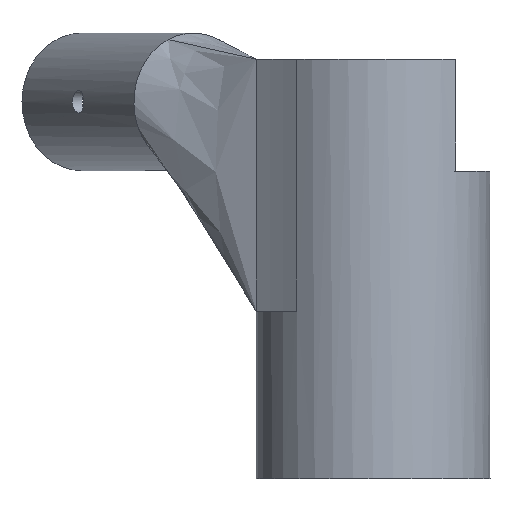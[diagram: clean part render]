
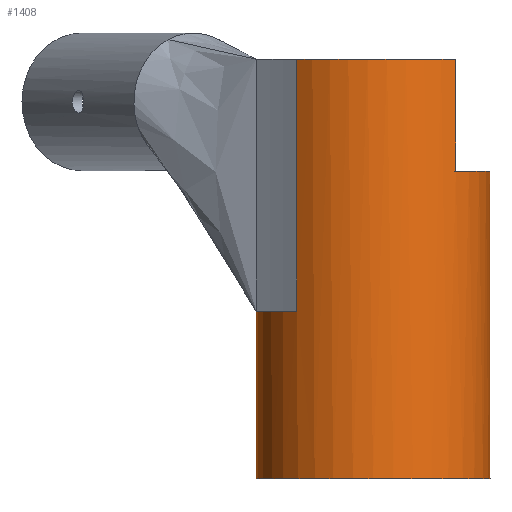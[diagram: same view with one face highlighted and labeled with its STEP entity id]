
A CAD part, left-side view. The second image highlights one B-rep face of the part: STEP entity #1408.
In plain terms, the highlighted cylindrical face has radius 20.9 mm (diameter 41.8 mm), a full revolution.
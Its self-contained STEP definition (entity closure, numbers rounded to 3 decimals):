
#115=CIRCLE('',#1530,20.9);
#137=CIRCLE('',#1562,20.9);
#138=CIRCLE('',#1563,20.9);
#139=CIRCLE('',#1564,20.9);
#140=CIRCLE('',#1566,20.9);
#141=CIRCLE('',#1568,20.9);
#142=CIRCLE('',#1570,20.9);
#238=FACE_OUTER_BOUND('',#326,.T.);
#326=EDGE_LOOP('',(#1240,#1241,#1242,#1243,#1244,#1245,#1246,#1247,#1248,
#1249,#1250,#1251,#1252,#1253,#1254));
#401=LINE('',#2657,#491);
#407=LINE('',#2669,#497);
#410=LINE('',#2688,#500);
#411=LINE('',#2694,#501);
#413=LINE('',#2702,#503);
#416=LINE('',#2709,#506);
#428=LINE('',#2892,#518);
#491=VECTOR('',#1811,10.);
#497=VECTOR('',#1819,10.);
#500=VECTOR('',#1842,130.);
#501=VECTOR('',#1847,130.);
#503=VECTOR('',#1855,130.);
#506=VECTOR('',#1862,130.);
#518=VECTOR('',#1924,20.9);
#643=VERTEX_POINT('',#2654);
#644=VERTEX_POINT('',#2656);
#646=VERTEX_POINT('',#2662);
#649=VERTEX_POINT('',#2667);
#653=VERTEX_POINT('',#2682);
#655=VERTEX_POINT('',#2686);
#656=VERTEX_POINT('',#2690);
#658=VERTEX_POINT('',#2693);
#661=VERTEX_POINT('',#2700);
#662=VERTEX_POINT('',#2705);
#676=VERTEX_POINT('',#2878);
#677=VERTEX_POINT('',#2882);
#678=VERTEX_POINT('',#2891);
#818=EDGE_CURVE('',#643,#644,#401,.T.);
#824=EDGE_CURVE('',#649,#646,#407,.T.);
#826=EDGE_CURVE('',#644,#649,#115,.T.);
#834=EDGE_CURVE('',#653,#655,#410,.T.);
#836=EDGE_CURVE('',#658,#656,#411,.T.);
#840=EDGE_CURVE('',#656,#661,#413,.T.);
#844=EDGE_CURVE('',#662,#658,#416,.T.);
#868=EDGE_CURVE('',#677,#646,#137,.T.);
#869=EDGE_CURVE('',#661,#677,#138,.T.);
#870=EDGE_CURVE('',#643,#653,#139,.T.);
#871=EDGE_CURVE('',#662,#676,#140,.T.);
#872=EDGE_CURVE('',#676,#655,#141,.T.);
#873=EDGE_CURVE('',#677,#678,#428,.T.);
#874=EDGE_CURVE('',#678,#678,#142,.T.);
#1240=ORIENTED_EDGE('',*,*,#824,.F.);
#1241=ORIENTED_EDGE('',*,*,#826,.F.);
#1242=ORIENTED_EDGE('',*,*,#818,.F.);
#1243=ORIENTED_EDGE('',*,*,#870,.T.);
#1244=ORIENTED_EDGE('',*,*,#834,.T.);
#1245=ORIENTED_EDGE('',*,*,#872,.F.);
#1246=ORIENTED_EDGE('',*,*,#871,.F.);
#1247=ORIENTED_EDGE('',*,*,#844,.T.);
#1248=ORIENTED_EDGE('',*,*,#836,.T.);
#1249=ORIENTED_EDGE('',*,*,#840,.T.);
#1250=ORIENTED_EDGE('',*,*,#869,.T.);
#1251=ORIENTED_EDGE('',*,*,#873,.T.);
#1252=ORIENTED_EDGE('',*,*,#874,.F.);
#1253=ORIENTED_EDGE('',*,*,#873,.F.);
#1254=ORIENTED_EDGE('',*,*,#868,.T.);
#1344=CYLINDRICAL_SURFACE('',#1569,20.9);
#1408=ADVANCED_FACE('',(#238),#1344,.T.);
#1530=AXIS2_PLACEMENT_3D('',#2672,#1824,#1825);
#1562=AXIS2_PLACEMENT_3D('',#2883,#1908,#1909);
#1563=AXIS2_PLACEMENT_3D('',#2884,#1910,#1911);
#1564=AXIS2_PLACEMENT_3D('',#2885,#1912,#1913);
#1566=AXIS2_PLACEMENT_3D('',#2887,#1916,#1917);
#1568=AXIS2_PLACEMENT_3D('',#2889,#1920,#1921);
#1569=AXIS2_PLACEMENT_3D('',#2890,#1922,#1923);
#1570=AXIS2_PLACEMENT_3D('',#2893,#1925,#1926);
#1811=DIRECTION('',(0.,0.,-1.));
#1819=DIRECTION('',(0.,0.,1.));
#1824=DIRECTION('center_axis',(0.,0.,1.));
#1825=DIRECTION('ref_axis',(-1.,0.,0.));
#1842=DIRECTION('',(0.,0.,-1.));
#1847=DIRECTION('',(0.,0.,1.));
#1855=DIRECTION('',(0.,0.,1.));
#1862=DIRECTION('',(0.,0.,1.));
#1908=DIRECTION('center_axis',(0.,0.,-1.));
#1909=DIRECTION('ref_axis',(-1.,0.,0.));
#1910=DIRECTION('center_axis',(0.,0.,-1.));
#1911=DIRECTION('ref_axis',(-1.,0.,0.));
#1912=DIRECTION('center_axis',(0.,0.,-1.));
#1913=DIRECTION('ref_axis',(-1.,0.,0.));
#1916=DIRECTION('center_axis',(0.,0.,1.));
#1917=DIRECTION('ref_axis',(-1.,0.,0.));
#1920=DIRECTION('center_axis',(0.,0.,1.));
#1921=DIRECTION('ref_axis',(-1.,0.,0.));
#1922=DIRECTION('center_axis',(0.,0.,-1.));
#1923=DIRECTION('ref_axis',(-1.,0.,0.));
#1924=DIRECTION('',(0.,0.,-1.));
#1925=DIRECTION('center_axis',(0.,0.,-1.));
#1926=DIRECTION('ref_axis',(-1.,0.,0.));
#2654=CARTESIAN_POINT('',(-114.779,-14.779,75.));
#2656=CARTESIAN_POINT('',(-114.779,-14.779,55.));
#2657=CARTESIAN_POINT('',(-114.779,-14.779,0.));
#2662=CARTESIAN_POINT('',(-85.221,-14.779,75.));
#2667=CARTESIAN_POINT('',(-85.221,-14.779,55.));
#2669=CARTESIAN_POINT('',(-85.221,-14.779,0.));
#2672=CARTESIAN_POINT('Origin',(-100.,0.,55.));
#2682=CARTESIAN_POINT('',(-115.814,13.665,75.));
#2686=CARTESIAN_POINT('',(-115.814,13.665,30.));
#2688=CARTESIAN_POINT('',(-115.814,13.665,75.));
#2690=CARTESIAN_POINT('',(-84.186,13.665,69.404));
#2693=CARTESIAN_POINT('',(-84.186,13.665,37.396));
#2694=CARTESIAN_POINT('',(-84.186,13.665,30.));
#2700=CARTESIAN_POINT('',(-84.186,13.665,75.));
#2702=CARTESIAN_POINT('',(-84.186,13.665,30.));
#2705=CARTESIAN_POINT('',(-84.186,13.665,30.));
#2709=CARTESIAN_POINT('',(-84.186,13.665,30.));
#2878=CARTESIAN_POINT('',(-100.,20.9,30.));
#2882=CARTESIAN_POINT('',(-79.1,0.,75.));
#2883=CARTESIAN_POINT('Origin',(-100.,0.,75.));
#2884=CARTESIAN_POINT('Origin',(-100.,0.,75.));
#2885=CARTESIAN_POINT('Origin',(-100.,0.,75.));
#2887=CARTESIAN_POINT('Origin',(-100.,0.,30.));
#2889=CARTESIAN_POINT('Origin',(-100.,0.,30.));
#2890=CARTESIAN_POINT('Origin',(-100.,0.,0.));
#2891=CARTESIAN_POINT('',(-79.1,0.,0.));
#2892=CARTESIAN_POINT('',(-79.1,0.,0.));
#2893=CARTESIAN_POINT('Origin',(-100.,0.,0.));
